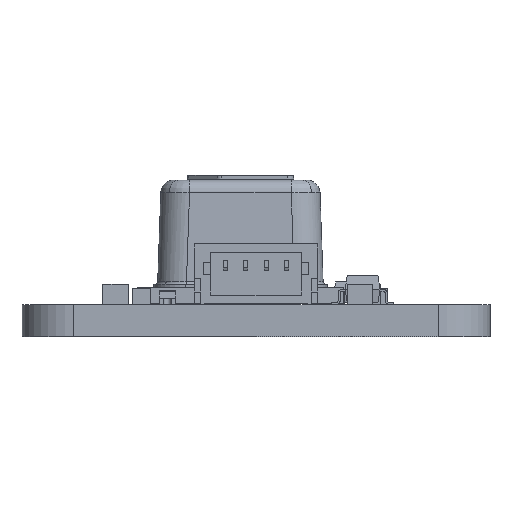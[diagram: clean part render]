
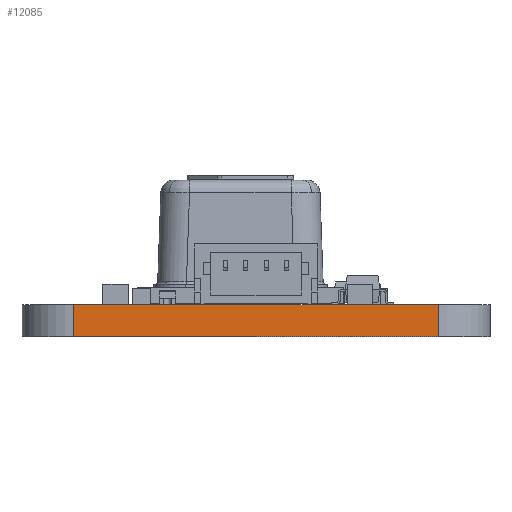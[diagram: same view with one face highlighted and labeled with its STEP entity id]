
A CAD part, left-side view. The second image highlights one B-rep face of the part: STEP entity #12085.
In plain terms, the highlighted planar face has unit normal (-1, 0, 0).
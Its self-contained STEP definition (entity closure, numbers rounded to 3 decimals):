
#261=PLANE('',#12922);
#815=FACE_OUTER_BOUND('',#1465,.T.);
#1465=EDGE_LOOP('',(#8262,#8263,#8264,#8265));
#2221=LINE('',#17219,#3663);
#2222=LINE('',#17222,#3664);
#2223=LINE('',#17224,#3665);
#2224=LINE('',#17225,#3666);
#3663=VECTOR('',#13990,10.);
#3664=VECTOR('',#13993,10.);
#3665=VECTOR('',#13994,10.);
#3666=VECTOR('',#13995,10.);
#5362=VERTEX_POINT('',#17215);
#5363=VERTEX_POINT('',#17217);
#5364=VERTEX_POINT('',#17221);
#5365=VERTEX_POINT('',#17223);
#6517=EDGE_CURVE('',#5362,#5363,#2221,.T.);
#6518=EDGE_CURVE('',#5364,#5362,#2222,.T.);
#6519=EDGE_CURVE('',#5365,#5363,#2223,.T.);
#6520=EDGE_CURVE('',#5364,#5365,#2224,.T.);
#8262=ORIENTED_EDGE('',*,*,#6518,.T.);
#8263=ORIENTED_EDGE('',*,*,#6517,.T.);
#8264=ORIENTED_EDGE('',*,*,#6519,.F.);
#8265=ORIENTED_EDGE('',*,*,#6520,.F.);
#12085=ADVANCED_FACE('',(#815),#261,.T.);
#12922=AXIS2_PLACEMENT_3D('',#17220,#13991,#13992);
#13990=DIRECTION('',(0.,0.,1.));
#13991=DIRECTION('center_axis',(-1.,0.,0.));
#13992=DIRECTION('ref_axis',(0.,-1.,0.));
#13993=DIRECTION('',(0.,-1.,0.));
#13994=DIRECTION('',(0.,-1.,0.));
#13995=DIRECTION('',(0.,0.,1.));
#17215=CARTESIAN_POINT('',(0.,2.54,0.));
#17217=CARTESIAN_POINT('',(0.,2.54,1.57));
#17219=CARTESIAN_POINT('',(0.,2.54,0.));
#17220=CARTESIAN_POINT('Origin',(0.,20.32,0.));
#17221=CARTESIAN_POINT('',(0.,20.32,0.));
#17222=CARTESIAN_POINT('',(0.,20.32,0.));
#17223=CARTESIAN_POINT('',(0.,20.32,1.57));
#17224=CARTESIAN_POINT('',(0.,20.32,1.57));
#17225=CARTESIAN_POINT('',(0.,20.32,0.));
